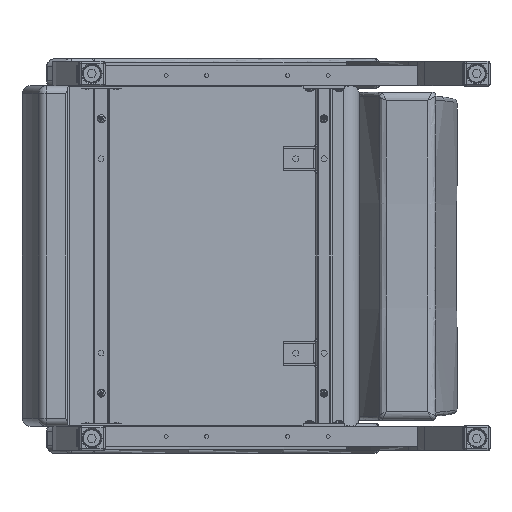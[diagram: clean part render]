
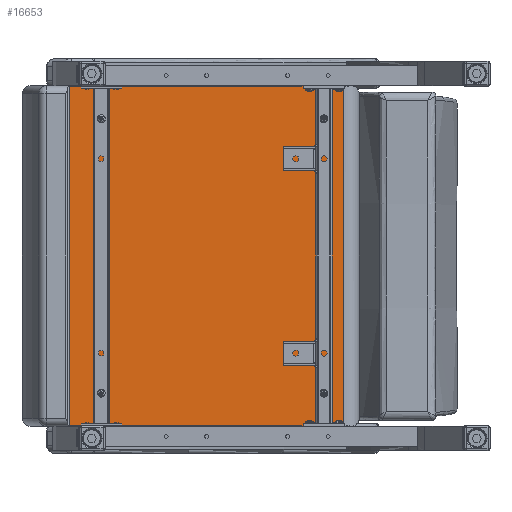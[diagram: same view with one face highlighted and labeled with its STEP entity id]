
A CAD part, front view. The second image highlights one B-rep face of the part: STEP entity #16653.
In plain terms, the highlighted planar face has unit normal (0, -1, 0).
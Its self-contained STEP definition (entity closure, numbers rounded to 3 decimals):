
#880=PLANE('',#18154);
#2085=FACE_OUTER_BOUND('',#3314,.T.);
#3314=EDGE_LOOP('',(#11782,#11783,#11784,#11785));
#5367=LINE('',#26491,#6262);
#5383=LINE('',#26625,#6278);
#5389=LINE('',#26712,#6284);
#5390=LINE('',#26714,#6285);
#6262=VECTOR('',#20540,0.394);
#6278=VECTOR('',#20616,0.394);
#6284=VECTOR('',#20678,0.394);
#6285=VECTOR('',#20681,0.394);
#7288=VERTEX_POINT('',#26479);
#7289=VERTEX_POINT('',#26490);
#7313=VERTEX_POINT('',#26613);
#7314=VERTEX_POINT('',#26624);
#8860=EDGE_CURVE('',#7288,#7289,#5367,.T.);
#8899=EDGE_CURVE('',#7313,#7314,#5383,.T.);
#8924=EDGE_CURVE('',#7313,#7289,#5389,.T.);
#8925=EDGE_CURVE('',#7314,#7288,#5390,.T.);
#11782=ORIENTED_EDGE('',*,*,#8860,.F.);
#11783=ORIENTED_EDGE('',*,*,#8925,.F.);
#11784=ORIENTED_EDGE('',*,*,#8899,.F.);
#11785=ORIENTED_EDGE('',*,*,#8924,.T.);
#16653=ADVANCED_FACE('',(#2085),#880,.T.);
#18154=AXIS2_PLACEMENT_3D('',#26713,#20679,#20680);
#20540=DIRECTION('',(1.,0.,0.));
#20616=DIRECTION('',(-1.,0.,0.));
#20678=DIRECTION('',(0.,0.,1.));
#20679=DIRECTION('center_axis',(0.,-1.,0.));
#20680=DIRECTION('ref_axis',(1.,0.,0.));
#20681=DIRECTION('',(0.,0.,1.));
#26479=CARTESIAN_POINT('',(-12.083,0.797,20.966));
#26490=CARTESIAN_POINT('',(4.791,0.797,20.966));
#26491=CARTESIAN_POINT('',(-9.146,0.797,20.966));
#26613=CARTESIAN_POINT('',(4.791,0.797,0.034));
#26624=CARTESIAN_POINT('',(-12.083,0.797,0.034));
#26625=CARTESIAN_POINT('',(-9.146,0.797,0.034));
#26712=CARTESIAN_POINT('',(4.791,0.797,0.));
#26713=CARTESIAN_POINT('Origin',(-12.083,0.797,0.));
#26714=CARTESIAN_POINT('',(-12.083,0.797,0.));
